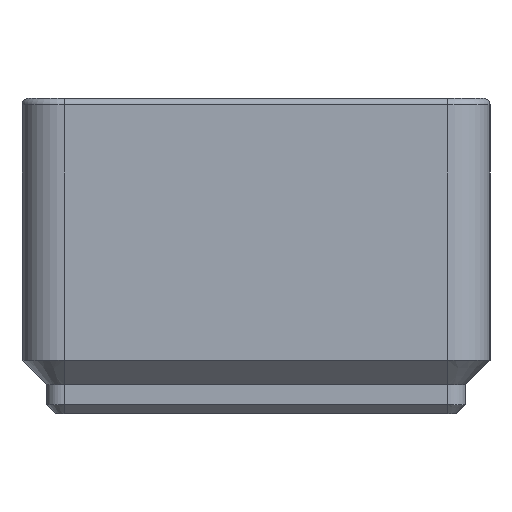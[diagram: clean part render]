
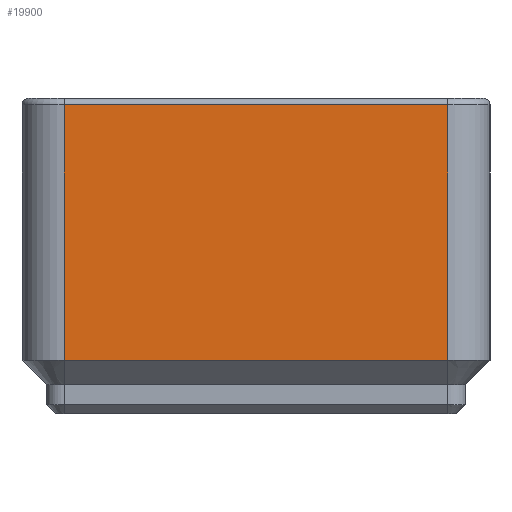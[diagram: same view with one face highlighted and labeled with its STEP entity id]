
A CAD part, left-side view. The second image highlights one B-rep face of the part: STEP entity #19900.
In plain terms, the highlighted planar face has unit normal (-1, 0, 0).
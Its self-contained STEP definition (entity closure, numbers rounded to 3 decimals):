
#18537 = VERTEX_POINT('',#18538);
#18538 = CARTESIAN_POINT('',(0.25,4.,27.4));
#18555 = CYLINDRICAL_SURFACE('',#18556,3.75);
#18556 = AXIS2_PLACEMENT_3D('',#18557,#18558,#18559);
#18557 = CARTESIAN_POINT('',(4.,4.,0.));
#18558 = DIRECTION('',(0.,0.,1.));
#18559 = DIRECTION('',(1.,0.,0.));
#18605 = CYLINDRICAL_SURFACE('',#18606,0.6);
#18606 = AXIS2_PLACEMENT_3D('',#18607,#18608,#18609);
#18607 = CARTESIAN_POINT('',(0.85,4.,27.4));
#18608 = DIRECTION('',(0.,-1.,0.));
#18609 = DIRECTION('',(1.,0.,0.));
#18984 = EDGE_CURVE('',#18985,#18537,#18987,.T.);
#18985 = VERTEX_POINT('',#18986);
#18986 = CARTESIAN_POINT('',(0.25,4.,4.75));
#18987 = SURFACE_CURVE('',#18988,(#18992,#18999),.PCURVE_S1.);
#18988 = LINE('',#18989,#18990);
#18989 = CARTESIAN_POINT('',(0.25,4.,0.));
#18990 = VECTOR('',#18991,1.);
#18991 = DIRECTION('',(0.,0.,1.));
#18992 = PCURVE('',#18555,#18993);
#18993 = DEFINITIONAL_REPRESENTATION('',(#18994),#18998);
#18994 = LINE('',#18995,#18996);
#18995 = CARTESIAN_POINT('',(3.142,0.));
#18996 = VECTOR('',#18997,1.);
#18997 = DIRECTION('',(0.,1.));
#18998 = ( GEOMETRIC_REPRESENTATION_CONTEXT(2) 
PARAMETRIC_REPRESENTATION_CONTEXT() REPRESENTATION_CONTEXT('2D SPACE',''
  ) );
#18999 = PCURVE('',#19000,#19005);
#19000 = PLANE('',#19001);
#19001 = AXIS2_PLACEMENT_3D('',#19002,#19003,#19004);
#19002 = CARTESIAN_POINT('',(0.25,21.,13.7));
#19003 = DIRECTION('',(-1.,0.,0.));
#19004 = DIRECTION('',(0.,0.,-1.));
#19005 = DEFINITIONAL_REPRESENTATION('',(#19006),#19010);
#19006 = LINE('',#19007,#19008);
#19007 = CARTESIAN_POINT('',(13.7,17.));
#19008 = VECTOR('',#19009,1.);
#19009 = DIRECTION('',(-1.,0.));
#19010 = ( GEOMETRIC_REPRESENTATION_CONTEXT(2) 
PARAMETRIC_REPRESENTATION_CONTEXT() REPRESENTATION_CONTEXT('2D SPACE',''
  ) );
#19066 = EDGE_CURVE('',#19067,#18537,#19069,.T.);
#19067 = VERTEX_POINT('',#19068);
#19068 = CARTESIAN_POINT('',(0.25,38.,27.4));
#19069 = SURFACE_CURVE('',#19070,(#19074,#19081),.PCURVE_S1.);
#19070 = LINE('',#19071,#19072);
#19071 = CARTESIAN_POINT('',(0.25,4.,27.4));
#19072 = VECTOR('',#19073,1.);
#19073 = DIRECTION('',(0.,-1.,0.));
#19074 = PCURVE('',#18605,#19075);
#19075 = DEFINITIONAL_REPRESENTATION('',(#19076),#19080);
#19076 = LINE('',#19077,#19078);
#19077 = CARTESIAN_POINT('',(3.142,0.));
#19078 = VECTOR('',#19079,1.);
#19079 = DIRECTION('',(0.,1.));
#19080 = ( GEOMETRIC_REPRESENTATION_CONTEXT(2) 
PARAMETRIC_REPRESENTATION_CONTEXT() REPRESENTATION_CONTEXT('2D SPACE',''
  ) );
#19081 = PCURVE('',#19000,#19082);
#19082 = DEFINITIONAL_REPRESENTATION('',(#19083),#19087);
#19083 = LINE('',#19084,#19085);
#19084 = CARTESIAN_POINT('',(-13.7,17.));
#19085 = VECTOR('',#19086,1.);
#19086 = DIRECTION('',(0.,1.));
#19087 = ( GEOMETRIC_REPRESENTATION_CONTEXT(2) 
PARAMETRIC_REPRESENTATION_CONTEXT() REPRESENTATION_CONTEXT('2D SPACE',''
  ) );
#19900 = ADVANCED_FACE('',(#19901),#19000,.T.);
#19901 = FACE_BOUND('',#19902,.T.);
#19902 = EDGE_LOOP('',(#19903,#19904,#19932,#19958));
#19903 = ORIENTED_EDGE('',*,*,#19066,.F.);
#19904 = ORIENTED_EDGE('',*,*,#19905,.F.);
#19905 = EDGE_CURVE('',#19906,#19067,#19908,.T.);
#19906 = VERTEX_POINT('',#19907);
#19907 = CARTESIAN_POINT('',(0.25,38.,4.75));
#19908 = SURFACE_CURVE('',#19909,(#19913,#19920),.PCURVE_S1.);
#19909 = LINE('',#19910,#19911);
#19910 = CARTESIAN_POINT('',(0.25,38.,0.));
#19911 = VECTOR('',#19912,1.);
#19912 = DIRECTION('',(0.,0.,1.));
#19913 = PCURVE('',#19000,#19914);
#19914 = DEFINITIONAL_REPRESENTATION('',(#19915),#19919);
#19915 = LINE('',#19916,#19917);
#19916 = CARTESIAN_POINT('',(13.7,-17.));
#19917 = VECTOR('',#19918,1.);
#19918 = DIRECTION('',(-1.,0.));
#19919 = ( GEOMETRIC_REPRESENTATION_CONTEXT(2) 
PARAMETRIC_REPRESENTATION_CONTEXT() REPRESENTATION_CONTEXT('2D SPACE',''
  ) );
#19920 = PCURVE('',#19921,#19926);
#19921 = CYLINDRICAL_SURFACE('',#19922,3.75);
#19922 = AXIS2_PLACEMENT_3D('',#19923,#19924,#19925);
#19923 = CARTESIAN_POINT('',(4.,38.,0.));
#19924 = DIRECTION('',(0.,0.,1.));
#19925 = DIRECTION('',(1.,0.,0.));
#19926 = DEFINITIONAL_REPRESENTATION('',(#19927),#19931);
#19927 = LINE('',#19928,#19929);
#19928 = CARTESIAN_POINT('',(3.142,0.));
#19929 = VECTOR('',#19930,1.);
#19930 = DIRECTION('',(0.,1.));
#19931 = ( GEOMETRIC_REPRESENTATION_CONTEXT(2) 
PARAMETRIC_REPRESENTATION_CONTEXT() REPRESENTATION_CONTEXT('2D SPACE',''
  ) );
#19932 = ORIENTED_EDGE('',*,*,#19933,.F.);
#19933 = EDGE_CURVE('',#18985,#19906,#19934,.T.);
#19934 = SURFACE_CURVE('',#19935,(#19939,#19946),.PCURVE_S1.);
#19935 = LINE('',#19936,#19937);
#19936 = CARTESIAN_POINT('',(0.25,12.5,4.75));
#19937 = VECTOR('',#19938,1.);
#19938 = DIRECTION('',(0.,1.,0.));
#19939 = PCURVE('',#19000,#19940);
#19940 = DEFINITIONAL_REPRESENTATION('',(#19941),#19945);
#19941 = LINE('',#19942,#19943);
#19942 = CARTESIAN_POINT('',(8.95,8.5));
#19943 = VECTOR('',#19944,1.);
#19944 = DIRECTION('',(0.,-1.));
#19945 = ( GEOMETRIC_REPRESENTATION_CONTEXT(2) 
PARAMETRIC_REPRESENTATION_CONTEXT() REPRESENTATION_CONTEXT('2D SPACE',''
  ) );
#19946 = PCURVE('',#19947,#19952);
#19947 = PLANE('',#19948);
#19948 = AXIS2_PLACEMENT_3D('',#19949,#19950,#19951);
#19949 = CARTESIAN_POINT('',(2.4,4.,2.6));
#19950 = DIRECTION('',(0.707,0.,0.707));
#19951 = DIRECTION('',(0.,-1.,0.));
#19952 = DEFINITIONAL_REPRESENTATION('',(#19953),#19957);
#19953 = LINE('',#19954,#19955);
#19954 = CARTESIAN_POINT('',(-8.5,-3.041));
#19955 = VECTOR('',#19956,1.);
#19956 = DIRECTION('',(-1.,0.));
#19957 = ( GEOMETRIC_REPRESENTATION_CONTEXT(2) 
PARAMETRIC_REPRESENTATION_CONTEXT() REPRESENTATION_CONTEXT('2D SPACE',''
  ) );
#19958 = ORIENTED_EDGE('',*,*,#18984,.T.);
